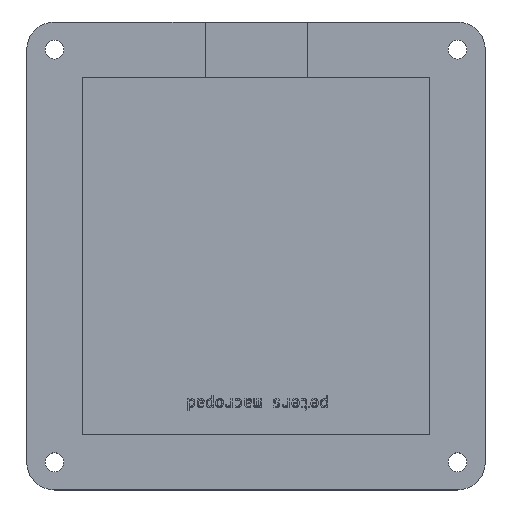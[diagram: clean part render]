
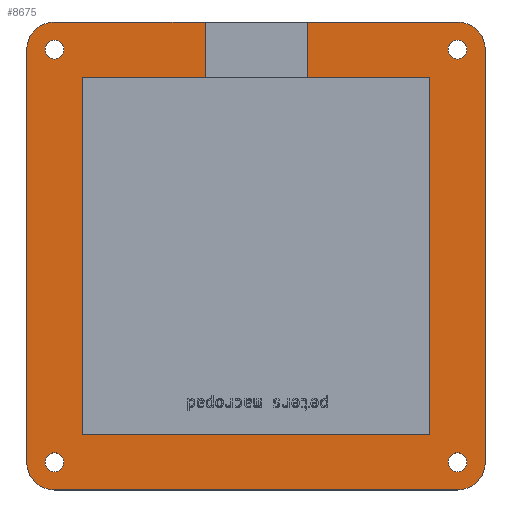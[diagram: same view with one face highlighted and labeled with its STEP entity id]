
A CAD part, top view. The second image highlights one B-rep face of the part: STEP entity #8675.
In plain terms, the highlighted planar face has unit normal (0, 0, 1).
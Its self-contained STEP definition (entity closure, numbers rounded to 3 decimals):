
#19=CIRCLE('',#8820,5.);
#21=CIRCLE('',#8824,5.);
#22=CIRCLE('',#8825,5.);
#23=CIRCLE('',#8826,5.);
#24=CIRCLE('',#8827,1.7);
#25=CIRCLE('',#8828,1.7);
#26=CIRCLE('',#8829,1.7);
#27=CIRCLE('',#8830,1.7);
#77=FACE_BOUND('',#1135,.T.);
#78=FACE_BOUND('',#1136,.T.);
#79=FACE_BOUND('',#1137,.T.);
#80=FACE_BOUND('',#1138,.T.);
#191=PLANE('',#8823);
#646=FACE_OUTER_BOUND('',#1134,.T.);
#1134=EDGE_LOOP('',(#7761,#7762,#7763,#7764,#7765,#7766,#7767,#7768,#7769,
#7770,#7771,#7772,#7773,#7774,#7775,#7776));
#1135=EDGE_LOOP('',(#7777));
#1136=EDGE_LOOP('',(#7778));
#1137=EDGE_LOOP('',(#7779));
#1138=EDGE_LOOP('',(#7780));
#1752=LINE('',#18032,#2372);
#1755=LINE('',#18038,#2375);
#1756=LINE('',#18042,#2376);
#1757=LINE('',#18044,#2377);
#1758=LINE('',#18046,#2378);
#1759=LINE('',#18048,#2379);
#1760=LINE('',#18050,#2380);
#1761=LINE('',#18052,#2381);
#1762=LINE('',#18054,#2382);
#1763=LINE('',#18056,#2383);
#1764=LINE('',#18058,#2384);
#1765=LINE('',#18062,#2385);
#2372=VECTOR('',#9666,10.);
#2375=VECTOR('',#9671,10.);
#2376=VECTOR('',#9674,10.);
#2377=VECTOR('',#9675,10.);
#2378=VECTOR('',#9676,10.);
#2379=VECTOR('',#9677,10.);
#2380=VECTOR('',#9678,10.);
#2381=VECTOR('',#9679,10.);
#2382=VECTOR('',#9680,10.);
#2383=VECTOR('',#9681,10.);
#2384=VECTOR('',#9682,10.);
#2385=VECTOR('',#9685,10.);
#3916=VERTEX_POINT('',#18022);
#3917=VERTEX_POINT('',#18023);
#3920=VERTEX_POINT('',#18031);
#3922=VERTEX_POINT('',#18037);
#3923=VERTEX_POINT('',#18039);
#3924=VERTEX_POINT('',#18041);
#3925=VERTEX_POINT('',#18043);
#3926=VERTEX_POINT('',#18045);
#3927=VERTEX_POINT('',#18047);
#3928=VERTEX_POINT('',#18049);
#3929=VERTEX_POINT('',#18051);
#3930=VERTEX_POINT('',#18053);
#3931=VERTEX_POINT('',#18055);
#3932=VERTEX_POINT('',#18057);
#3933=VERTEX_POINT('',#18059);
#3934=VERTEX_POINT('',#18061);
#3935=VERTEX_POINT('',#18064);
#3936=VERTEX_POINT('',#18066);
#3937=VERTEX_POINT('',#18068);
#3938=VERTEX_POINT('',#18070);
#5206=EDGE_CURVE('',#3916,#3917,#19,.T.);
#5210=EDGE_CURVE('',#3920,#3917,#1752,.T.);
#5213=EDGE_CURVE('',#3916,#3922,#1755,.T.);
#5214=EDGE_CURVE('',#3923,#3922,#21,.T.);
#5215=EDGE_CURVE('',#3923,#3924,#1756,.T.);
#5216=EDGE_CURVE('',#3924,#3925,#1757,.T.);
#5217=EDGE_CURVE('',#3925,#3926,#1758,.T.);
#5218=EDGE_CURVE('',#3926,#3927,#1759,.T.);
#5219=EDGE_CURVE('',#3927,#3928,#1760,.T.);
#5220=EDGE_CURVE('',#3928,#3929,#1761,.T.);
#5221=EDGE_CURVE('',#3929,#3930,#1762,.T.);
#5222=EDGE_CURVE('',#3930,#3931,#1763,.T.);
#5223=EDGE_CURVE('',#3931,#3932,#1764,.T.);
#5224=EDGE_CURVE('',#3933,#3932,#22,.T.);
#5225=EDGE_CURVE('',#3933,#3934,#1765,.T.);
#5226=EDGE_CURVE('',#3920,#3934,#23,.T.);
#5227=EDGE_CURVE('',#3935,#3935,#24,.T.);
#5228=EDGE_CURVE('',#3936,#3936,#25,.T.);
#5229=EDGE_CURVE('',#3937,#3937,#26,.T.);
#5230=EDGE_CURVE('',#3938,#3938,#27,.T.);
#7761=ORIENTED_EDGE('',*,*,#5206,.F.);
#7762=ORIENTED_EDGE('',*,*,#5213,.T.);
#7763=ORIENTED_EDGE('',*,*,#5214,.F.);
#7764=ORIENTED_EDGE('',*,*,#5215,.T.);
#7765=ORIENTED_EDGE('',*,*,#5216,.T.);
#7766=ORIENTED_EDGE('',*,*,#5217,.T.);
#7767=ORIENTED_EDGE('',*,*,#5218,.T.);
#7768=ORIENTED_EDGE('',*,*,#5219,.T.);
#7769=ORIENTED_EDGE('',*,*,#5220,.T.);
#7770=ORIENTED_EDGE('',*,*,#5221,.T.);
#7771=ORIENTED_EDGE('',*,*,#5222,.T.);
#7772=ORIENTED_EDGE('',*,*,#5223,.T.);
#7773=ORIENTED_EDGE('',*,*,#5224,.F.);
#7774=ORIENTED_EDGE('',*,*,#5225,.T.);
#7775=ORIENTED_EDGE('',*,*,#5226,.F.);
#7776=ORIENTED_EDGE('',*,*,#5210,.T.);
#7777=ORIENTED_EDGE('',*,*,#5227,.T.);
#7778=ORIENTED_EDGE('',*,*,#5228,.T.);
#7779=ORIENTED_EDGE('',*,*,#5229,.T.);
#7780=ORIENTED_EDGE('',*,*,#5230,.T.);
#8675=ADVANCED_FACE('',(#646,#77,#78,#79,#80),#191,.T.);
#8820=AXIS2_PLACEMENT_3D('',#18024,#9658,#9659);
#8823=AXIS2_PLACEMENT_3D('',#18036,#9669,#9670);
#8824=AXIS2_PLACEMENT_3D('',#18040,#9672,#9673);
#8825=AXIS2_PLACEMENT_3D('',#18060,#9683,#9684);
#8826=AXIS2_PLACEMENT_3D('',#18063,#9686,#9687);
#8827=AXIS2_PLACEMENT_3D('',#18065,#9688,#9689);
#8828=AXIS2_PLACEMENT_3D('',#18067,#9690,#9691);
#8829=AXIS2_PLACEMENT_3D('',#18069,#9692,#9693);
#8830=AXIS2_PLACEMENT_3D('',#18071,#9694,#9695);
#9658=DIRECTION('center_axis',(0.,0.,-1.));
#9659=DIRECTION('ref_axis',(0.707,-0.707,0.));
#9666=DIRECTION('',(1.,0.,0.));
#9669=DIRECTION('center_axis',(0.,0.,1.));
#9670=DIRECTION('ref_axis',(1.,0.,0.));
#9671=DIRECTION('',(0.,1.,0.));
#9672=DIRECTION('center_axis',(0.,0.,-1.));
#9673=DIRECTION('ref_axis',(0.707,0.707,0.));
#9674=DIRECTION('',(-1.,0.,0.));
#9675=DIRECTION('',(0.,-1.,0.));
#9676=DIRECTION('',(1.,0.,0.));
#9677=DIRECTION('',(0.,-1.,0.));
#9678=DIRECTION('',(-1.,0.,0.));
#9679=DIRECTION('',(0.,1.,0.));
#9680=DIRECTION('',(1.,0.,0.));
#9681=DIRECTION('',(0.,1.,0.));
#9682=DIRECTION('',(-1.,0.,0.));
#9683=DIRECTION('center_axis',(0.,0.,-1.));
#9684=DIRECTION('ref_axis',(-0.707,0.707,0.));
#9685=DIRECTION('',(0.,-1.,0.));
#9686=DIRECTION('center_axis',(0.,0.,-1.));
#9687=DIRECTION('ref_axis',(-0.707,-0.707,0.));
#9688=DIRECTION('center_axis',(0.,0.,-1.));
#9689=DIRECTION('ref_axis',(1.,0.,0.));
#9690=DIRECTION('center_axis',(0.,0.,-1.));
#9691=DIRECTION('ref_axis',(1.,0.,0.));
#9692=DIRECTION('center_axis',(0.,0.,-1.));
#9693=DIRECTION('ref_axis',(1.,0.,0.));
#9694=DIRECTION('center_axis',(0.,0.,-1.));
#9695=DIRECTION('ref_axis',(1.,0.,0.));
#18022=CARTESIAN_POINT('',(41.171,-34.478,13.));
#18023=CARTESIAN_POINT('',(36.171,-39.478,13.));
#18024=CARTESIAN_POINT('Origin',(36.171,-34.478,13.));
#18031=CARTESIAN_POINT('',(-36.742,-39.478,13.));
#18032=CARTESIAN_POINT('',(-41.742,-39.478,13.));
#18036=CARTESIAN_POINT('Origin',(-36.742,40.135,13.));
#18037=CARTESIAN_POINT('',(41.171,40.135,13.));
#18038=CARTESIAN_POINT('',(41.171,-39.478,13.));
#18039=CARTESIAN_POINT('',(36.171,45.135,13.));
#18040=CARTESIAN_POINT('Origin',(36.171,40.135,13.));
#18041=CARTESIAN_POINT('',(9.021,45.135,13.));
#18042=CARTESIAN_POINT('',(41.171,45.135,13.));
#18043=CARTESIAN_POINT('',(9.021,35.135,13.));
#18044=CARTESIAN_POINT('',(9.021,42.635,13.));
#18045=CARTESIAN_POINT('',(31.171,35.135,13.));
#18046=CARTESIAN_POINT('',(-31.742,35.135,13.));
#18047=CARTESIAN_POINT('',(31.171,-29.478,13.));
#18048=CARTESIAN_POINT('',(31.171,35.135,13.));
#18049=CARTESIAN_POINT('',(-31.742,-29.478,13.));
#18050=CARTESIAN_POINT('',(31.171,-29.478,13.));
#18051=CARTESIAN_POINT('',(-31.742,35.135,13.));
#18052=CARTESIAN_POINT('',(-31.742,-29.478,13.));
#18053=CARTESIAN_POINT('',(-9.479,35.135,13.));
#18054=CARTESIAN_POINT('',(-31.742,35.135,13.));
#18055=CARTESIAN_POINT('',(-9.479,45.135,13.));
#18056=CARTESIAN_POINT('',(-9.479,37.635,13.));
#18057=CARTESIAN_POINT('',(-36.742,45.135,13.));
#18058=CARTESIAN_POINT('',(41.171,45.135,13.));
#18059=CARTESIAN_POINT('',(-41.742,40.135,13.));
#18060=CARTESIAN_POINT('Origin',(-36.742,40.135,13.));
#18061=CARTESIAN_POINT('',(-41.742,-34.478,13.));
#18062=CARTESIAN_POINT('',(-41.742,45.135,13.));
#18063=CARTESIAN_POINT('Origin',(-36.742,-34.478,13.));
#18064=CARTESIAN_POINT('',(-38.442,40.135,13.));
#18065=CARTESIAN_POINT('Origin',(-36.742,40.135,13.));
#18066=CARTESIAN_POINT('',(34.471,-34.478,13.));
#18067=CARTESIAN_POINT('Origin',(36.171,-34.478,13.));
#18068=CARTESIAN_POINT('',(34.471,40.135,13.));
#18069=CARTESIAN_POINT('Origin',(36.171,40.135,13.));
#18070=CARTESIAN_POINT('',(-38.442,-34.478,13.));
#18071=CARTESIAN_POINT('Origin',(-36.742,-34.478,13.));
